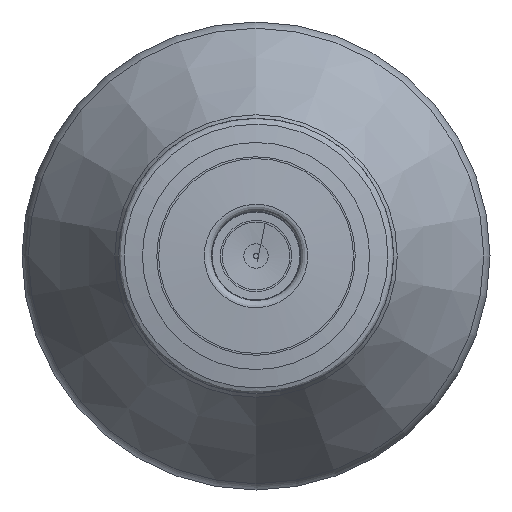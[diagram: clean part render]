
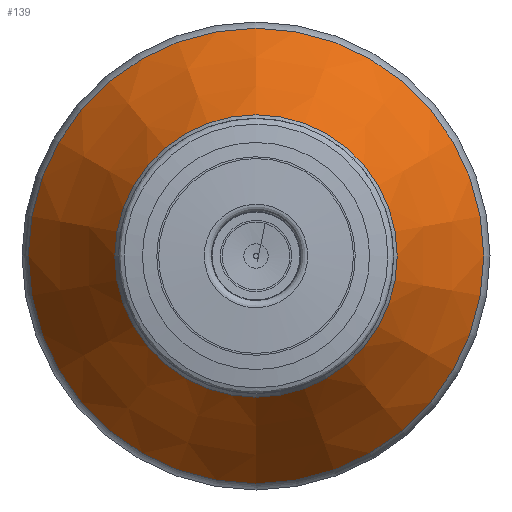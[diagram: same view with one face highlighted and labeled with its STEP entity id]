
A CAD part, left-side view. The second image highlights one B-rep face of the part: STEP entity #139.
In plain terms, the highlighted conical face has half-angle 32.005 degrees and reference radius 16.544 mm.
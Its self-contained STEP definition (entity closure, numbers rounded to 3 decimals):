
#124=CONICAL_SURFACE('',#549,16.544,32.005);
#139=ADVANCED_FACE('',(#198,#199),#124,.T.);
#198=FACE_BOUND('',#273,.T.);
#199=FACE_BOUND('',#274,.T.);
#273=EDGE_LOOP('',(#351));
#274=EDGE_LOOP('',(#352));
#351=ORIENTED_EDGE('',*,*,#456,.T.);
#352=ORIENTED_EDGE('',*,*,#455,.F.);
#416=VERTEX_POINT('',#766);
#417=VERTEX_POINT('',#769);
#455=EDGE_CURVE('',#416,#416,#494,.T.);
#456=EDGE_CURVE('',#417,#417,#495,.T.);
#494=CIRCLE('',#546,16.544);
#495=CIRCLE('',#548,10.26);
#546=AXIS2_PLACEMENT_3D('',#765,#632,#633);
#548=AXIS2_PLACEMENT_3D('',#768,#636,#637);
#549=AXIS2_PLACEMENT_3D('',#770,#638,#639);
#632=DIRECTION('',(1.,0.,0.));
#633=DIRECTION('',(0.,0.,1.));
#636=DIRECTION('',(1.,0.,0.));
#637=DIRECTION('',(0.,0.,1.));
#638=DIRECTION('',(1.,0.,0.));
#639=DIRECTION('',(0.,0.,-1.));
#765=CARTESIAN_POINT('',(76.27,0.,0.));
#766=CARTESIAN_POINT('',(76.27,0.,16.544));
#768=CARTESIAN_POINT('',(66.216,0.,0.));
#769=CARTESIAN_POINT('',(66.216,0.,10.26));
#770=CARTESIAN_POINT('',(76.27,0.,0.));
